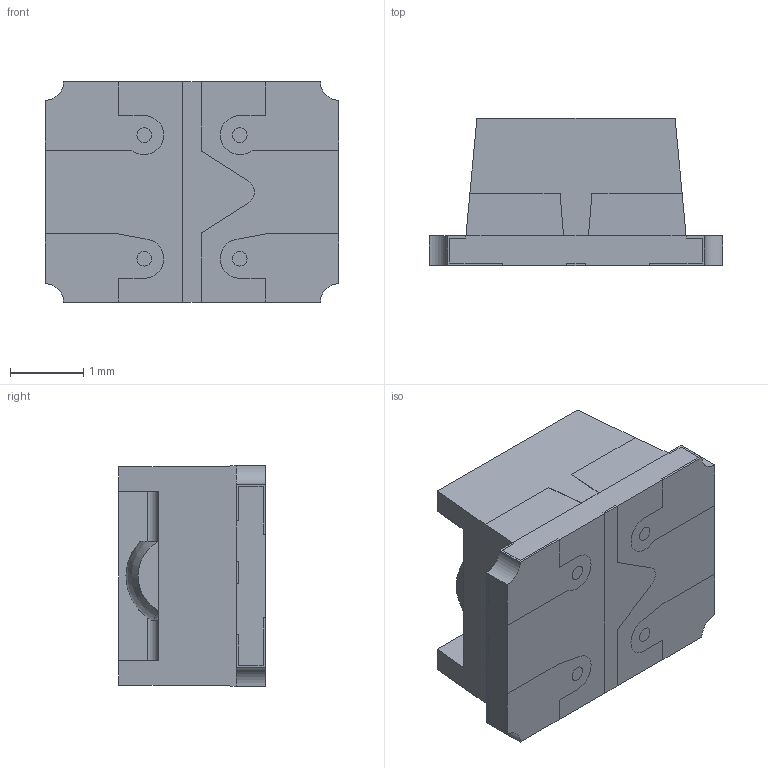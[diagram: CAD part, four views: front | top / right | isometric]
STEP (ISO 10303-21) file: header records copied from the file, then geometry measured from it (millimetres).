
FILE_DESCRIPTION (( 'STEP AP214' ), '1' );
FILE_NAME ('GP2S700HCP.STEP', '2021-09-24T07:42:03', ( '' ), ( '' ), 'SwSTEP 2.0', 'SolidWorks 2017', '' );
FILE_SCHEMA (( 'AUTOMOTIVE_DESIGN' ));
Length unit declared in the file: millimetre
Products named in the file (1): GP2S700HCP
Bounding box: 4 x 2 x 3 mm (x, y, z)
Volume: 15.7 mm3; surface area: 72.8 mm2
Topology: 8 solids, 8 shells, 190 faces, 492 edges, 322 vertices
Faces by surface type: plane 148, cylinder 40, sphere 2
Full cylindrical faces by diameter (mm): 0.2 x8
Entity records: 5881 total; most frequent: CARTESIAN_POINT 1007, ORIENTED_EDGE 968, DIRECTION 948, EDGE_CURVE 484, LINE 398, VECTOR 398, VERTEX_POINT 322, AXIS2_PLACEMENT_3D 275
